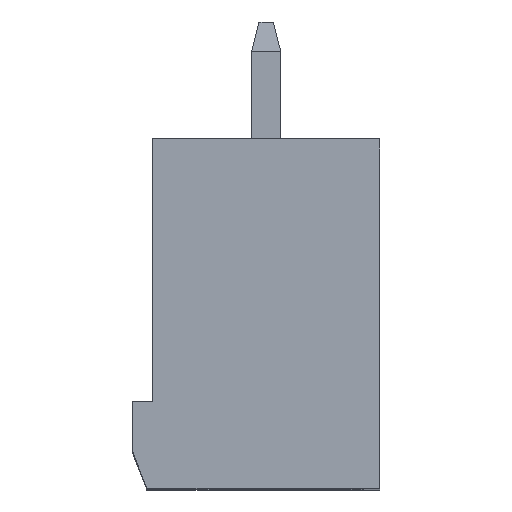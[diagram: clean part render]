
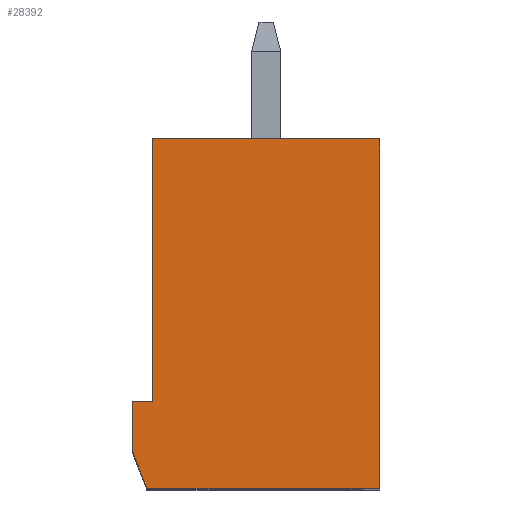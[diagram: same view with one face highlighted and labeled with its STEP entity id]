
A CAD part, top view. The second image highlights one B-rep face of the part: STEP entity #28392.
In plain terms, the highlighted planar face has unit normal (0, 0, 1).
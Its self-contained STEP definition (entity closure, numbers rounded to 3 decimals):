
#520=DIRECTION('',(1.,0.,0.));
#521=VECTOR('',#520,8.);
#522=CARTESIAN_POINT('',(-4.1,0.,25.4));
#523=LINE('',#522,#521);
#10199=DIRECTION('',(0.,-1.,0.));
#10200=VECTOR('',#10199,1.7);
#10201=CARTESIAN_POINT('',(-4.6,3.,25.4));
#10202=LINE('',#10201,#10200);
#10223=DIRECTION('',(-1.,0.,0.));
#10224=VECTOR('',#10223,0.7);
#10225=CARTESIAN_POINT('',(-3.9,3.,25.4));
#10226=LINE('',#10225,#10224);
#10235=DIRECTION('',(0.,-1.,0.));
#10236=VECTOR('',#10235,9.);
#10237=CARTESIAN_POINT('',(-3.9,12.,25.4));
#10238=LINE('',#10237,#10236);
#10295=DIRECTION('',(-1.,0.,0.));
#10296=VECTOR('',#10295,7.8);
#10297=CARTESIAN_POINT('',(3.9,12.,25.4));
#10298=LINE('',#10297,#10296);
#10539=DIRECTION('',(0.,1.,0.));
#10540=VECTOR('',#10539,12.);
#10541=CARTESIAN_POINT('',(3.9,0.,25.4));
#10542=LINE('',#10541,#10540);
#10811=DIRECTION('',(-0.359,0.933,0.));
#10812=VECTOR('',#10811,1.393);
#10813=CARTESIAN_POINT('',(-4.1,0.,25.4));
#10814=LINE('',#10813,#10812);
#15574=CARTESIAN_POINT('',(-4.1,0.,25.4));
#15575=CARTESIAN_POINT('',(3.9,0.,25.4));
#15576=VERTEX_POINT('',#15574);
#15577=VERTEX_POINT('',#15575);
#15578=CARTESIAN_POINT('',(-4.6,1.3,25.4));
#15579=VERTEX_POINT('',#15578);
#15580=CARTESIAN_POINT('',(3.9,12.,25.4));
#15581=CARTESIAN_POINT('',(-3.9,12.,25.4));
#15582=VERTEX_POINT('',#15580);
#15583=VERTEX_POINT('',#15581);
#15584=CARTESIAN_POINT('',(-4.6,3.,25.4));
#15585=VERTEX_POINT('',#15584);
#15586=CARTESIAN_POINT('',(-3.9,3.,25.4));
#15587=VERTEX_POINT('',#15586);
#28377=CARTESIAN_POINT('',(0.,0.,25.4));
#28378=DIRECTION('',(0.,0.,-1.));
#28379=DIRECTION('',(-1.,0.,0.));
#28380=AXIS2_PLACEMENT_3D('',#28377,#28378,#28379);
#28381=PLANE('',#28380);
#28382=ORIENTED_EDGE('',*,*,#16273,.F.);
#28384=ORIENTED_EDGE('',*,*,#28383,.T.);
#28385=ORIENTED_EDGE('',*,*,#27478,.F.);
#28386=ORIENTED_EDGE('',*,*,#27509,.F.);
#28387=ORIENTED_EDGE('',*,*,#27524,.F.);
#28388=ORIENTED_EDGE('',*,*,#27539,.F.);
#28389=ORIENTED_EDGE('',*,*,#27885,.F.);
#28390=EDGE_LOOP('',(#28382,#28384,#28385,#28386,#28387,#28388,#28389));
#28391=FACE_OUTER_BOUND('',#28390,.F.);
#28392=ADVANCED_FACE('',(#28391),#28381,.F.);
#16273=EDGE_CURVE('',#15576,#15577,#523,.T.);
#27478=EDGE_CURVE('',#15585,#15579,#10202,.T.);
#27509=EDGE_CURVE('',#15587,#15585,#10226,.T.);
#27524=EDGE_CURVE('',#15583,#15587,#10238,.T.);
#27539=EDGE_CURVE('',#15582,#15583,#10298,.T.);
#27885=EDGE_CURVE('',#15577,#15582,#10542,.T.);
#28383=EDGE_CURVE('',#15576,#15579,#10814,.T.);
